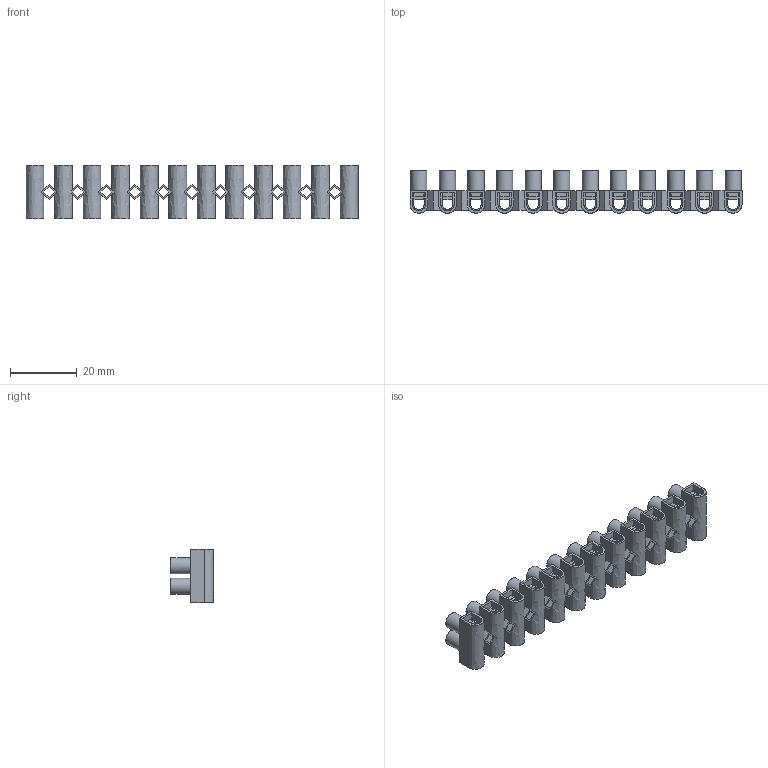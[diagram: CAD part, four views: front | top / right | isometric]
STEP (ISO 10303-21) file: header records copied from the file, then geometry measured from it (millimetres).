
FILE_DESCRIPTION(('FreeCAD Model'),'2;1');
FILE_NAME('Open CASCADE Shape Model','2025-04-17T14:05:26',('FreeCAD'),( 'FreeCAD'),'Open CASCADE STEP processor 7.6','FreeCAD','Unknown');
FILE_SCHEMA(('AUTOMOTIVE_DESIGN { 1 0 10303 214 1 1 1 1 }'));
Length unit declared in the file: millimetre
Products named in the file (1): Open CASCADE STEP translator 7.6 1
Bounding box: 99.66 x 12.73 x 16.13 mm (x, y, z)
Volume: 6140.4 mm3; surface area: 19757.8 mm2
Topology: 49 solids, 49 shells, 908 faces, 2370 edges, 1644 vertices
Faces by surface type: bspline 908
Entity records: 28746 total; most frequent: CARTESIAN_POINT 14377, ORIENTED_EDGE 4740, EDGE_CURVE 2370, VERTEX_POINT 1644, B_SPLINE_CURVE_WITH_KNOTS 1610, FACE_BOUND 1134, EDGE_LOOP 1134, ADVANCED_FACE 908
